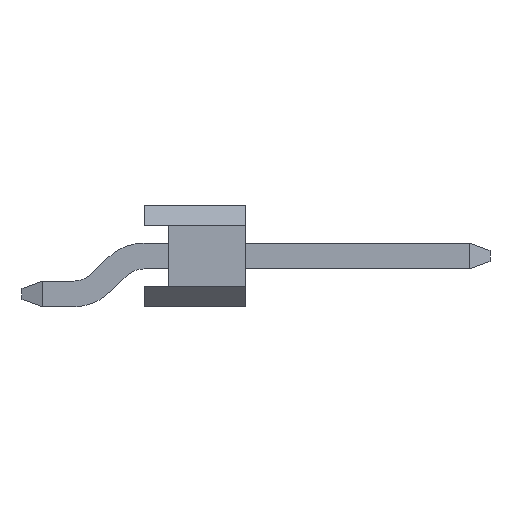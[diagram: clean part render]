
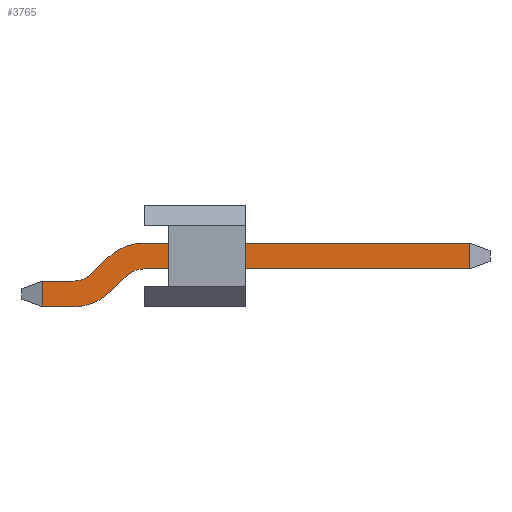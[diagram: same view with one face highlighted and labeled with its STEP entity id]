
A CAD part, front view. The second image highlights one B-rep face of the part: STEP entity #3765.
In plain terms, the highlighted planar face has unit normal (0, -1, 0).
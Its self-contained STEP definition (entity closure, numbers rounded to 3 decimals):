
#3610 = VERTEX_POINT('',#3611);
#3611 = CARTESIAN_POINT('',(2.111,-0.318,0.933));
#3617 = EDGE_CURVE('',#3610,#3618,#3620,.T.);
#3618 = VERTEX_POINT('',#3619);
#3619 = CARTESIAN_POINT('',(10.103,-0.318,0.933));
#3620 = LINE('',#3621,#3622);
#3621 = CARTESIAN_POINT('',(2.111,-0.318,0.933));
#3622 = VECTOR('',#3623,1.);
#3623 = DIRECTION('',(1.,0.,0.));
#3765 = ADVANCED_FACE('',(#3766),#3859,.F.);
#3766 = FACE_BOUND('',#3767,.F.);
#3767 = EDGE_LOOP('',(#3768,#3769,#3778,#3786,#3795,#3803,#3811,#3819,
    #3828,#3836,#3845,#3853));
#3768 = ORIENTED_EDGE('',*,*,#3617,.F.);
#3769 = ORIENTED_EDGE('',*,*,#3770,.T.);
#3770 = EDGE_CURVE('',#3610,#3771,#3773,.T.);
#3771 = VERTEX_POINT('',#3772);
#3772 = CARTESIAN_POINT('',(1.667,-0.318,0.751));
#3773 = CIRCLE('',#3774,0.635);
#3774 = AXIS2_PLACEMENT_3D('',#3775,#3776,#3777);
#3775 = CARTESIAN_POINT('',(2.111,-0.318,0.298));
#3776 = DIRECTION('',(0.,-1.,0.));
#3777 = DIRECTION('',(-1.,0.,0.));
#3778 = ORIENTED_EDGE('',*,*,#3779,.T.);
#3779 = EDGE_CURVE('',#3771,#3780,#3782,.T.);
#3780 = VERTEX_POINT('',#3781);
#3781 = CARTESIAN_POINT('',(1.269,-0.318,0.362));
#3782 = LINE('',#3783,#3784);
#3783 = CARTESIAN_POINT('',(1.667,-0.318,0.751));
#3784 = VECTOR('',#3785,1.);
#3785 = DIRECTION('',(-0.715,0.,
    -0.699));
#3786 = ORIENTED_EDGE('',*,*,#3787,.F.);
#3787 = EDGE_CURVE('',#3788,#3780,#3790,.T.);
#3788 = VERTEX_POINT('',#3789);
#3789 = CARTESIAN_POINT('',(0.381,-0.318,0.));
#3790 = CIRCLE('',#3791,1.27);
#3791 = AXIS2_PLACEMENT_3D('',#3792,#3793,#3794);
#3792 = CARTESIAN_POINT('',(0.381,-0.318,1.27));
#3793 = DIRECTION('',(0.,-1.,0.));
#3794 = DIRECTION('',(-1.,0.,0.));
#3795 = ORIENTED_EDGE('',*,*,#3796,.F.);
#3796 = EDGE_CURVE('',#3797,#3788,#3799,.T.);
#3797 = VERTEX_POINT('',#3798);
#3798 = CARTESIAN_POINT('',(-0.381,-0.318,0.));
#3799 = LINE('',#3800,#3801);
#3800 = CARTESIAN_POINT('',(-0.889,-0.318,0.));
#3801 = VECTOR('',#3802,1.);
#3802 = DIRECTION('',(1.,0.,0.));
#3803 = ORIENTED_EDGE('',*,*,#3804,.F.);
#3804 = EDGE_CURVE('',#3805,#3797,#3807,.T.);
#3805 = VERTEX_POINT('',#3806);
#3806 = CARTESIAN_POINT('',(-0.381,-0.318,0.635));
#3807 = LINE('',#3808,#3809);
#3808 = CARTESIAN_POINT('',(-0.381,-0.318,0.845));
#3809 = VECTOR('',#3810,1.);
#3810 = DIRECTION('',(0.,0.,-1.));
#3811 = ORIENTED_EDGE('',*,*,#3812,.F.);
#3812 = EDGE_CURVE('',#3813,#3805,#3815,.T.);
#3813 = VERTEX_POINT('',#3814);
#3814 = CARTESIAN_POINT('',(0.381,-0.318,0.635));
#3815 = LINE('',#3816,#3817);
#3816 = CARTESIAN_POINT('',(0.381,-0.318,0.635));
#3817 = VECTOR('',#3818,1.);
#3818 = DIRECTION('',(-1.,0.,0.));
#3819 = ORIENTED_EDGE('',*,*,#3820,.T.);
#3820 = EDGE_CURVE('',#3813,#3821,#3823,.T.);
#3821 = VERTEX_POINT('',#3822);
#3822 = CARTESIAN_POINT('',(0.825,-0.318,0.816));
#3823 = CIRCLE('',#3824,0.635);
#3824 = AXIS2_PLACEMENT_3D('',#3825,#3826,#3827);
#3825 = CARTESIAN_POINT('',(0.381,-0.318,1.27));
#3826 = DIRECTION('',(0.,-1.,0.));
#3827 = DIRECTION('',(-1.,0.,0.));
#3828 = ORIENTED_EDGE('',*,*,#3829,.T.);
#3829 = EDGE_CURVE('',#3821,#3830,#3832,.T.);
#3830 = VERTEX_POINT('',#3831);
#3831 = CARTESIAN_POINT('',(1.223,-0.318,1.205));
#3832 = LINE('',#3833,#3834);
#3833 = CARTESIAN_POINT('',(0.825,-0.318,0.816));
#3834 = VECTOR('',#3835,1.);
#3835 = DIRECTION('',(0.715,0.,0.699)
  );
#3836 = ORIENTED_EDGE('',*,*,#3837,.F.);
#3837 = EDGE_CURVE('',#3838,#3830,#3840,.T.);
#3838 = VERTEX_POINT('',#3839);
#3839 = CARTESIAN_POINT('',(2.111,-0.318,1.568));
#3840 = CIRCLE('',#3841,1.27);
#3841 = AXIS2_PLACEMENT_3D('',#3842,#3843,#3844);
#3842 = CARTESIAN_POINT('',(2.111,-0.318,0.298));
#3843 = DIRECTION('',(0.,-1.,0.));
#3844 = DIRECTION('',(-1.,0.,0.));
#3845 = ORIENTED_EDGE('',*,*,#3846,.F.);
#3846 = EDGE_CURVE('',#3847,#3838,#3849,.T.);
#3847 = VERTEX_POINT('',#3848);
#3848 = CARTESIAN_POINT('',(10.103,-0.318,1.568));
#3849 = LINE('',#3850,#3851);
#3850 = CARTESIAN_POINT('',(10.611,-0.318,1.568));
#3851 = VECTOR('',#3852,1.);
#3852 = DIRECTION('',(-1.,0.,0.));
#3853 = ORIENTED_EDGE('',*,*,#3854,.F.);
#3854 = EDGE_CURVE('',#3618,#3847,#3855,.T.);
#3855 = LINE('',#3856,#3857);
#3856 = CARTESIAN_POINT('',(10.103,-0.318,1.311));
#3857 = VECTOR('',#3858,1.);
#3858 = DIRECTION('',(0.,0.,1.));
#3859 = PLANE('',#3860);
#3860 = AXIS2_PLACEMENT_3D('',#3861,#3862,#3863);
#3861 = CARTESIAN_POINT('',(4.774,-0.318,1.055));
#3862 = DIRECTION('',(0.,1.,0.));
#3863 = DIRECTION('',(0.,0.,1.));
